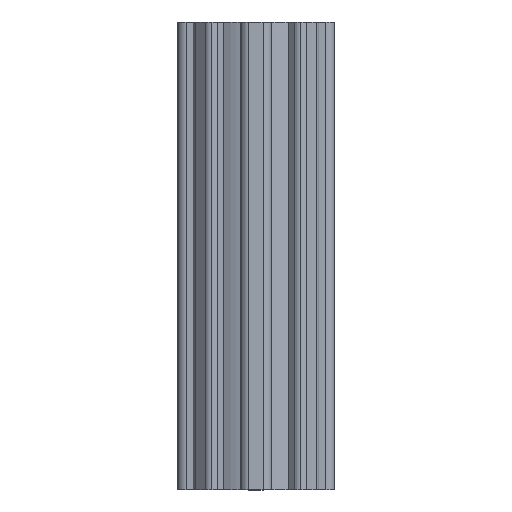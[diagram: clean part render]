
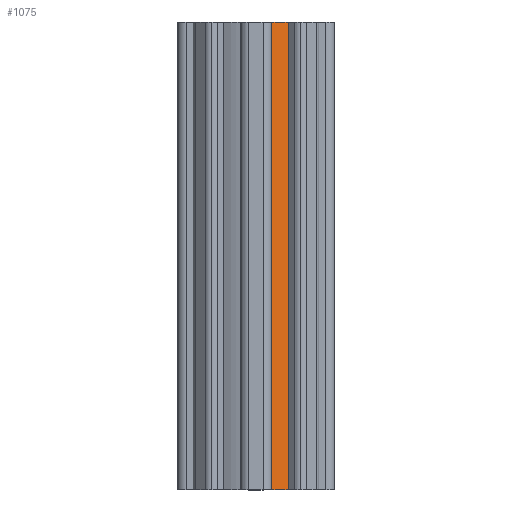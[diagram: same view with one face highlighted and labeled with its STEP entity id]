
A CAD part, top view. The second image highlights one B-rep face of the part: STEP entity #1075.
In plain terms, the highlighted free-form (B-spline) face has degree [3, 1] with [4, 2] control points.
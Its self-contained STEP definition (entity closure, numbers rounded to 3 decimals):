
#29=(
BOUNDED_CURVE()
B_SPLINE_CURVE(3,(#1489,#1490,#1491,#1492),.UNSPECIFIED.,.F.,.F.)
B_SPLINE_CURVE_WITH_KNOTS((4,4),(0.,1.),.UNSPECIFIED.)
CURVE()
GEOMETRIC_REPRESENTATION_ITEM()
RATIONAL_B_SPLINE_CURVE((1.,1.,1.,1.))
REPRESENTATION_ITEM('')
);
#30=(
BOUNDED_CURVE()
B_SPLINE_CURVE(3,(#1494,#1495,#1496,#1497),.UNSPECIFIED.,.F.,.F.)
B_SPLINE_CURVE_WITH_KNOTS((4,4),(0.,1.),.UNSPECIFIED.)
CURVE()
GEOMETRIC_REPRESENTATION_ITEM()
RATIONAL_B_SPLINE_CURVE((1.,1.,1.,1.))
REPRESENTATION_ITEM('')
);
#83=(
BOUNDED_SURFACE()
B_SPLINE_SURFACE(3,1,((#1480,#1481),(#1482,#1483),(#1484,#1485),(#1486,
#1487)),.UNSPECIFIED.,.F.,.F.,.F.)
B_SPLINE_SURFACE_WITH_KNOTS((4,4),(2,2),(0.,1.),(0.,0.9),.UNSPECIFIED.)
GEOMETRIC_REPRESENTATION_ITEM()
RATIONAL_B_SPLINE_SURFACE(((1.,1.),(1.,1.),(1.,1.),(1.,1.)))
REPRESENTATION_ITEM('')
SURFACE()
);
#145=FACE_OUTER_BOUND('',#202,.T.);
#202=EDGE_LOOP('',(#780,#781,#782,#783));
#271=LINE('',#1479,#374);
#272=LINE('',#1498,#375);
#374=VECTOR('',#1203,10.);
#375=VECTOR('',#1204,10.);
#481=VERTEX_POINT('',#1475);
#482=VERTEX_POINT('',#1477);
#483=VERTEX_POINT('',#1488);
#484=VERTEX_POINT('',#1493);
#603=EDGE_CURVE('',#481,#482,#271,.T.);
#604=EDGE_CURVE('',#483,#481,#29,.T.);
#605=EDGE_CURVE('',#484,#482,#30,.T.);
#606=EDGE_CURVE('',#483,#484,#272,.T.);
#780=ORIENTED_EDGE('',*,*,#604,.T.);
#781=ORIENTED_EDGE('',*,*,#603,.T.);
#782=ORIENTED_EDGE('',*,*,#605,.F.);
#783=ORIENTED_EDGE('',*,*,#606,.F.);
#1075=ADVANCED_FACE('',(#145),#83,.T.);
#1203=DIRECTION('',(0.,1.,0.));
#1204=DIRECTION('',(0.,1.,0.));
#1475=CARTESIAN_POINT('',(10.7,0.,14.128));
#1477=CARTESIAN_POINT('',(10.7,9.,14.128));
#1479=CARTESIAN_POINT('',(10.7,0.,14.128));
#1480=CARTESIAN_POINT('Ctrl Pts',(10.38,0.,14.258));
#1481=CARTESIAN_POINT('Ctrl Pts',(10.38,9.,14.258));
#1482=CARTESIAN_POINT('Ctrl Pts',(10.496,0.,14.23));
#1483=CARTESIAN_POINT('Ctrl Pts',(10.496,9.,14.23));
#1484=CARTESIAN_POINT('Ctrl Pts',(10.601,0.,14.186));
#1485=CARTESIAN_POINT('Ctrl Pts',(10.601,9.,14.186));
#1486=CARTESIAN_POINT('Ctrl Pts',(10.7,0.,14.128));
#1487=CARTESIAN_POINT('Ctrl Pts',(10.7,9.,14.128));
#1488=CARTESIAN_POINT('',(10.38,0.,14.258));
#1489=CARTESIAN_POINT('Ctrl Pts',(10.38,0.,14.258));
#1490=CARTESIAN_POINT('Ctrl Pts',(10.496,0.,14.23));
#1491=CARTESIAN_POINT('Ctrl Pts',(10.601,0.,14.186));
#1492=CARTESIAN_POINT('Ctrl Pts',(10.7,0.,14.128));
#1493=CARTESIAN_POINT('',(10.38,9.,14.258));
#1494=CARTESIAN_POINT('Ctrl Pts',(10.38,9.,14.258));
#1495=CARTESIAN_POINT('Ctrl Pts',(10.496,9.,14.23));
#1496=CARTESIAN_POINT('Ctrl Pts',(10.601,9.,14.186));
#1497=CARTESIAN_POINT('Ctrl Pts',(10.7,9.,14.128));
#1498=CARTESIAN_POINT('',(10.38,0.,14.258));
